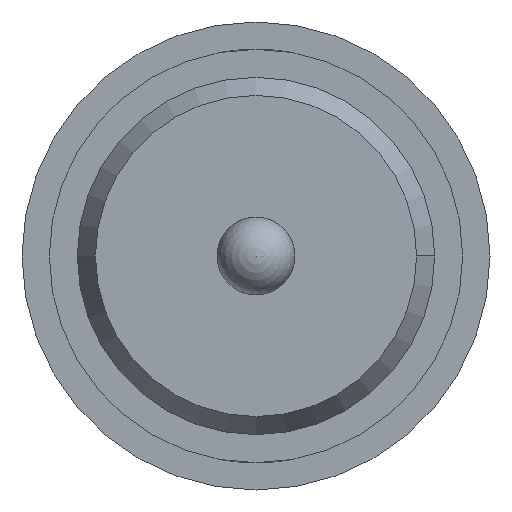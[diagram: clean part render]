
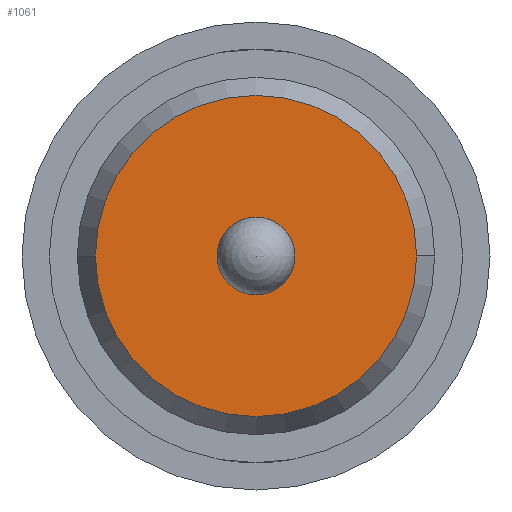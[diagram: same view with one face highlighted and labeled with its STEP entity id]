
A CAD part, front view. The second image highlights one B-rep face of the part: STEP entity #1061.
In plain terms, the highlighted planar face has unit normal (0, -1, 0).
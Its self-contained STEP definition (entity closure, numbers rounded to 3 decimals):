
#37 = CARTESIAN_POINT ( 'NONE',  ( 0., -28.6, 0.25 ) ) ;
#370 = PLANE ( 'NONE',  #4010 ) ;
#526 = AXIS2_PLACEMENT_3D ( 'NONE', #2266, #6055, #5984 ) ;
#587 = EDGE_CURVE ( 'Defeature ausgef�hrt1_57+Defeature ausgef�hrt1_61+Defeature ausgef�hrt1_61+Defeature ausgef�hrt1_61', #2446, #791, #3941, .T. ) ;
#791 = VERTEX_POINT ( 'NONE', #37 ) ;
#877 = DIRECTION ( 'NONE',  ( 0., -1., 0. ) ) ;
#893 = EDGE_CURVE ( 'Defeature ausgef�hrt1_57+Defeature ausgef�hrt1_61+Defeature ausgef�hrt1_61+Defeature ausgef�hrt1_61', #791, #2446, #1730, .T. ) ;
#1061 = ADVANCED_FACE ( 'Defeature ausgef�hrt1_57', ( #2006, #4827 ), #370, .T. ) ;
#1249 = AXIS2_PLACEMENT_3D ( 'NONE', #3153, #3627, #5921 ) ;
#1413 = CARTESIAN_POINT ( 'NONE',  ( 0., -28.6, 0. ) ) ;
#1508 = ORIENTED_EDGE ( 'NONE', *, *, #893, .T. ) ;
#1730 = CIRCLE ( 'NONE', #2821, 0.25 ) ;
#2006 = FACE_BOUND ( 'NONE', #3071, .T. ) ;
#2261 = DIRECTION ( 'NONE',  ( 1., 0., 0. ) ) ;
#2266 = CARTESIAN_POINT ( 'NONE',  ( 0., -28.6, 0. ) ) ;
#2383 = AXIS2_PLACEMENT_3D ( 'NONE', #1413, #877, #4719 ) ;
#2446 = VERTEX_POINT ( 'NONE', #5413 ) ;
#2559 = CARTESIAN_POINT ( 'NONE',  ( 0., -28.6, 0. ) ) ;
#2579 = CARTESIAN_POINT ( 'NONE',  ( -1.145, -28.6, 0. ) ) ;
#2821 = AXIS2_PLACEMENT_3D ( 'NONE', #2559, #2996, #3521 ) ;
#2905 = ORIENTED_EDGE ( 'NONE', *, *, #587, .T. ) ;
#2996 = DIRECTION ( 'NONE',  ( 0., 1., 0. ) ) ;
#3071 = EDGE_LOOP ( 'NONE', ( #1508, #2905 ) ) ;
#3132 = EDGE_LOOP ( 'NONE', ( #5247, #3282 ) ) ;
#3153 = CARTESIAN_POINT ( 'NONE',  ( 0., -28.6, 0. ) ) ;
#3282 = ORIENTED_EDGE ( 'NONE', *, *, #3763, .T. ) ;
#3421 = VERTEX_POINT ( 'NONE', #4176 ) ;
#3521 = DIRECTION ( 'NONE',  ( 0., 0., -1. ) ) ;
#3627 = DIRECTION ( 'NONE',  ( 0., -1., 0. ) ) ;
#3670 = DIRECTION ( 'NONE',  ( 0., -1., 0. ) ) ;
#3763 = EDGE_CURVE ( 'Defeature ausgef�hrt1_57+Defeature ausgef�hrt1_59+Defeature ausgef�hrt1_59+Defeature ausgef�hrt1_59', #3421, #3920, #3980, .T. ) ;
#3920 = VERTEX_POINT ( 'NONE', #6049 ) ;
#3941 = CIRCLE ( 'NONE', #526, 0.25 ) ;
#3980 = CIRCLE ( 'NONE', #1249, 1.03 ) ;
#4010 = AXIS2_PLACEMENT_3D ( 'NONE', #2579, #3670, #2261 ) ;
#4176 = CARTESIAN_POINT ( 'NONE',  ( 1.03, -28.6, 0. ) ) ;
#4719 = DIRECTION ( 'NONE',  ( 1., 0., 0. ) ) ;
#4827 = FACE_OUTER_BOUND ( 'NONE', #3132, .T. ) ;
#5225 = EDGE_CURVE ( 'Defeature ausgef�hrt1_57+Defeature ausgef�hrt1_59+Defeature ausgef�hrt1_59+Defeature ausgef�hrt1_59', #3920, #3421, #5773, .T. ) ;
#5247 = ORIENTED_EDGE ( 'NONE', *, *, #5225, .T. ) ;
#5413 = CARTESIAN_POINT ( 'NONE',  ( 0., -28.6, -0.25 ) ) ;
#5773 = CIRCLE ( 'NONE', #2383, 1.03 ) ;
#5921 = DIRECTION ( 'NONE',  ( 1., 0., 0. ) ) ;
#5984 = DIRECTION ( 'NONE',  ( 0., 0., -1. ) ) ;
#6049 = CARTESIAN_POINT ( 'NONE',  ( -1.03, -28.6, 0. ) ) ;
#6055 = DIRECTION ( 'NONE',  ( 0., 1., 0. ) ) ;
